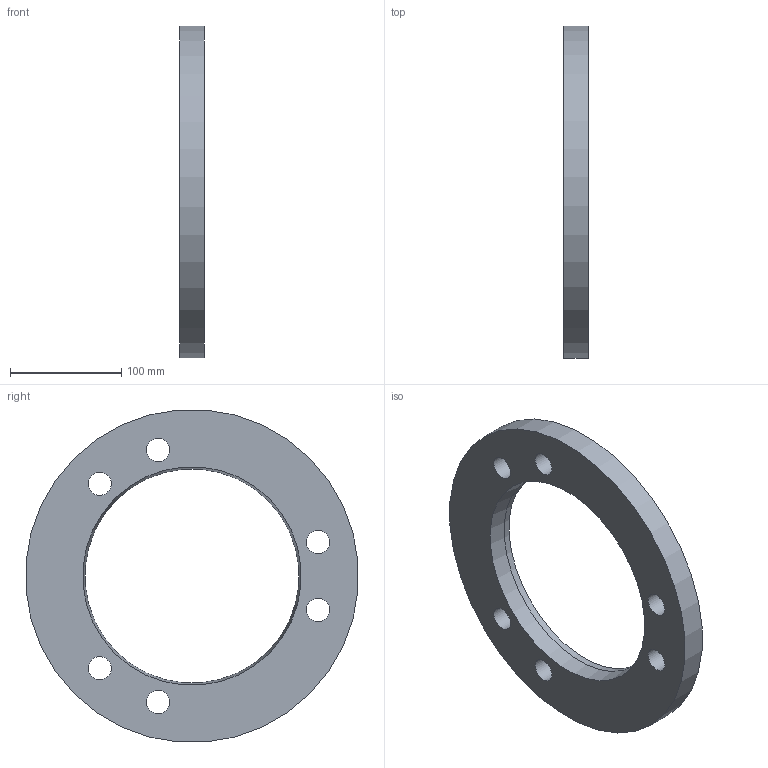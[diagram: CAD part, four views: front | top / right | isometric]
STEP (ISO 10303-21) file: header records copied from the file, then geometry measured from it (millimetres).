
FILE_DESCRIPTION(/* description */ ('Unknown'),/* implementation_level */ '2;1');
FILE_NAME(/* name */ 'B15A11 SOLID',/* time_stamp */ '2019-02-08T09:17:59+00:00',/* author */ ('Unknown'),/* organization */ ('Unknown'),/* preprocessor_version */ 'ST-DEVELOPER v16.7',/* originating_system */ 'DEX',/* authorisation */ $);
FILE_SCHEMA (('AUTOMOTIVE_DESIGN {1 0 10303 214 3 1 1}'));
Length unit declared in the file: millimetre
Products named in the file (3): B15A11; Part2_0; CB15A11
Assembly tree (2 placements, depth 2):
  B15A11
    Part2_0
    CB15A11
Bounding box: 22 x 298.86 x 298.86 mm (x, y, z)
Volume: 856802.2 mm3; surface area: 120500 mm2
Topology: 1 solids, 1 shells, 11 faces, 32 edges, 23 vertices
Faces by surface type: cylinder 8, plane 2, cone 1
Full cylindrical faces by diameter (mm): 21 x6, 192.9 x1, 300 x1
Entity records: 380 total; most frequent: DIRECTION 62, CARTESIAN_POINT 48, ORIENTED_EDGE 34, EDGE_LOOP 34, FACE_BOUND 34, AXIS2_PLACEMENT_3D 31, EDGE_CURVE 17, VERTEX_POINT 17
